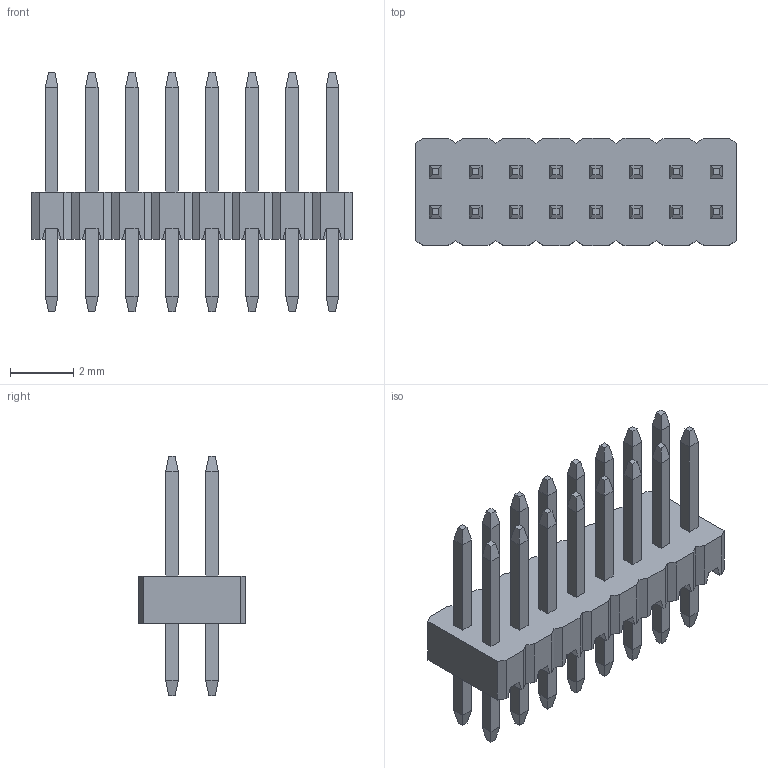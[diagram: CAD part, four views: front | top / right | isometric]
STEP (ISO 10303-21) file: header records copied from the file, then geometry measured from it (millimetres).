
FILE_DESCRIPTION(/* description */ (''),/* implementation_level */ '2;1');
FILE_NAME(/* name */ 'Pin header 2x08 TH pitch 1.27mm',/* time_stamp */ '2019-12-21T16:15:13+01:00',/* author */ (''),/* organization */ (''),/* preprocessor_version */ 'ST-DEVELOPER v16.5',/* originating_system */ '',/* authorisation */ '');
FILE_SCHEMA (('AUTOMOTIVE_DESIGN'));
Length unit declared in the file: millimetre
Products named in the file (1): Document
Bounding box: 10.16 x 3.4 x 7.6 mm (x, y, z)
Volume: 62.8 mm3; surface area: 334.5 mm2
Topology: 17 solids, 17 shells, 388 faces, 950 edges, 580 vertices
Faces by surface type: plane 388
Entity records: 9820 total; most frequent: CARTESIAN_POINT 2870, ORIENTED_EDGE 1900, EDGE_CURVE 950, B_SPLINE_CURVE_WITH_KNOTS 950, VERTEX_POINT 580, EDGE_LOOP 404, DIRECTION 392, AXIS2_PLACEMENT_3D 390
